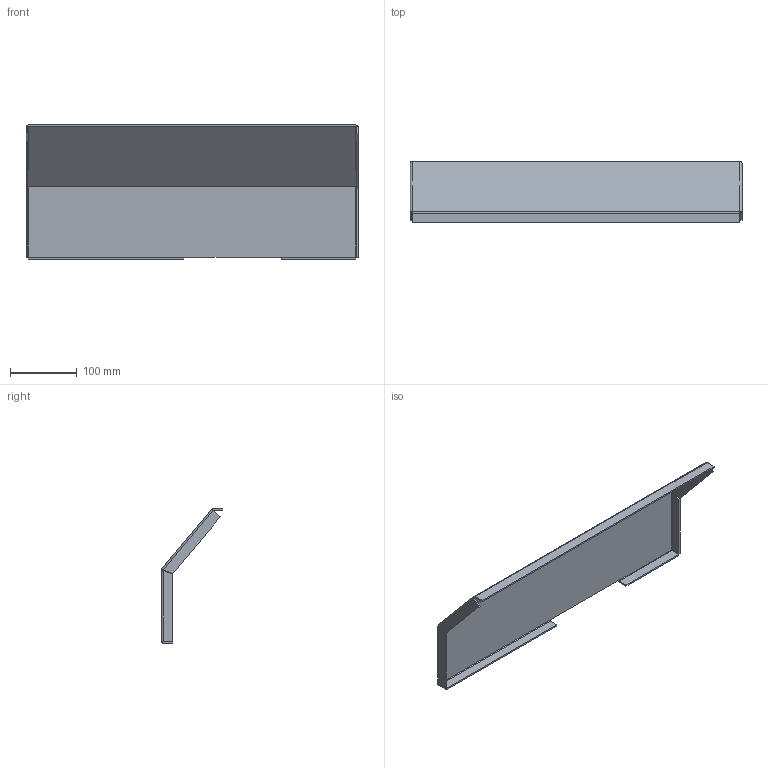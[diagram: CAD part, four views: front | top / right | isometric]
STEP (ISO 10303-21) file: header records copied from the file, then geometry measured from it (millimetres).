
FILE_DESCRIPTION (( 'STEP AP203' ), '1' );
FILE_NAME ('PenthouseLidSCS.STEP', '2024-12-11T04:17:01', ( '' ), ( '' ), 'SwSTEP 2.0', 'SolidWorks 2024', '' );
FILE_SCHEMA (( 'CONFIG_CONTROL_DESIGN' ));
Length unit declared in the file: millimetre
Products named in the file (1): PenthouseLidSCS
Bounding box: 498.2 x 92.5 x 201.73 mm (x, y, z)
Volume: 303057.9 mm3; surface area: 267331.7 mm2
Topology: 1 solids, 1 shells, 71 faces, 145 edges, 76 vertices
Faces by surface type: plane 47, cylinder 16, bspline 8
Entity records: 2204 total; most frequent: CARTESIAN_POINT 717, ORIENTED_EDGE 290, DIRECTION 273, EDGE_CURVE 145, LINE 113, VECTOR 113, AXIS2_PLACEMENT_3D 80, VERTEX_POINT 76
